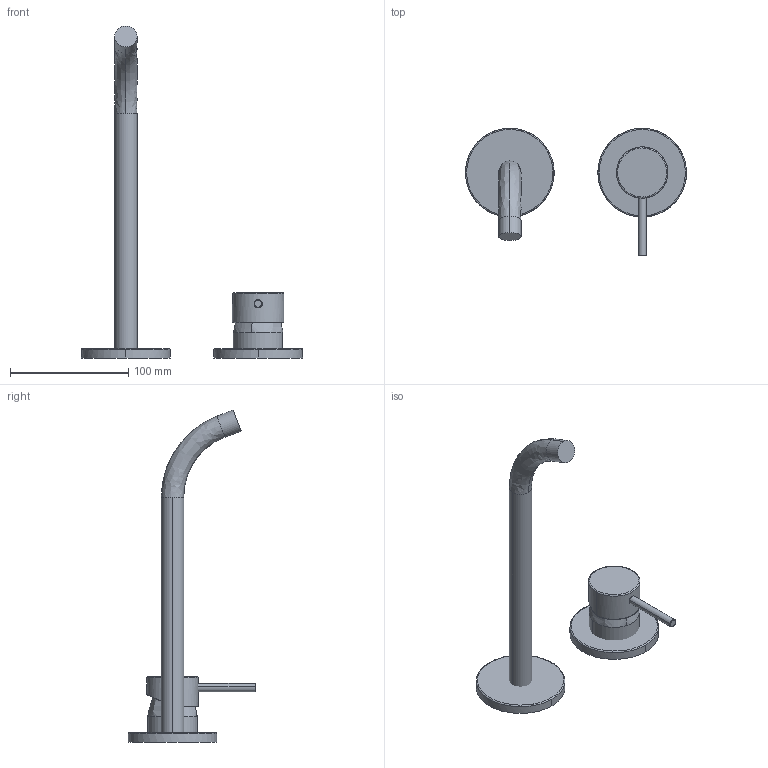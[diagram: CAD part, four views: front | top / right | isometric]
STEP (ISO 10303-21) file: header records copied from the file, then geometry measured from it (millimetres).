
FILE_DESCRIPTION (( 'STEP AP203' ), '1' );
FILE_NAME ('5795217133(2020).STEP', '2021-09-29T10:28:31', ( '' ), ( '' ), 'SwSTEP 2.0', 'SolidWorks 2016', '' );
FILE_SCHEMA (( 'CONFIG_CONTROL_DESIGN' ));
Length unit declared in the file: millimetre
Products named in the file (1): 5795217133(2020)
Bounding box: 187 x 107.85 x 280.87 mm (x, y, z)
Volume: 236503.5 mm3; surface area: 53486 mm2
Topology: 6 solids, 6 shells, 47 faces, 103 edges, 67 vertices
Faces by surface type: bspline 18, cylinder 16, plane 13
Entity records: 2514 total; most frequent: CARTESIAN_POINT 1512, ORIENTED_EDGE 204, DIRECTION 176, EDGE_CURVE 102, AXIS2_PLACEMENT_3D 79, VERTEX_POINT 67, CIRCLE 49, ADVANCED_FACE 47
